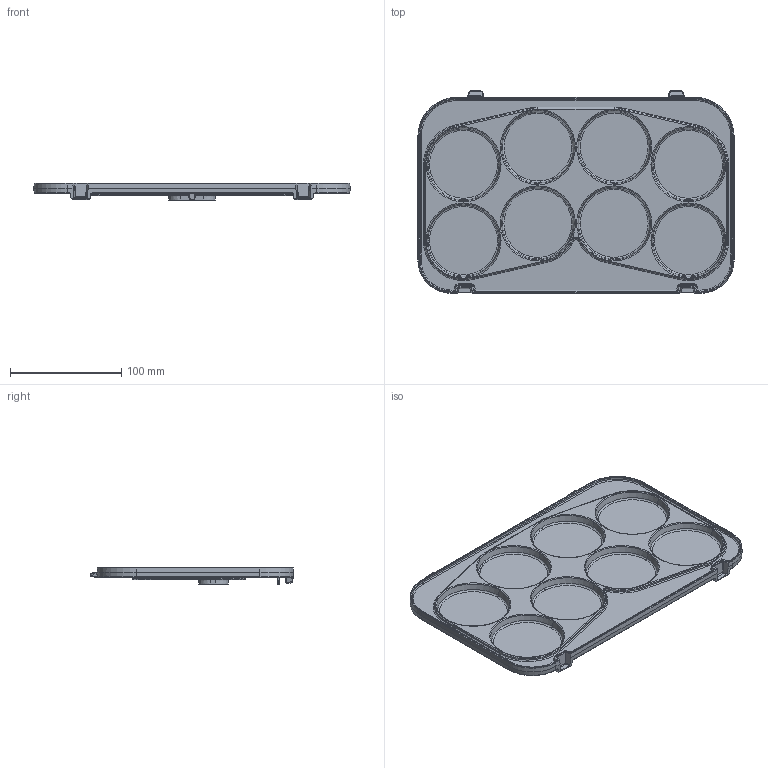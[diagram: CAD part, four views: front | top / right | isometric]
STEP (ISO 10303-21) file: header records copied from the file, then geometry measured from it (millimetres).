
FILE_DESCRIPTION((''),'2;1');
FILE_NAME('C266-25A-BAKEMEAT_UPPERPLATE','2018-11-30T',('tkl'),(''),'PRO/ENGINEER BY PARAMETRIC TECHNOLOGY CORPORATION, 2010280','PRO/ENGINEER BY PARAMETRIC TECHNOLOGY CORPORATION, 2010280','');
FILE_SCHEMA(('CONFIG_CONTROL_DESIGN'));
Products named in the file (1): C266-25A-BAKEMEAT_UPPERPLATE
Bounding box: 284 x 181.93 x 15.35 mm (x, y, z)
Volume: 138009.1 mm3; surface area: 130165.8 mm2
Topology: 1 solids, 1 shells, 1021 faces, 2340 edges, 1330 vertices
Faces by surface type: bspline 322, cylinder 259, torus 188, plane 138, cone 94, sphere 20
Entity records: 44970 total; most frequent: CARTESIAN_POINT 23917, ORIENTED_EDGE 4672, DIRECTION 4143, EDGE_CURVE 2336, AXIS2_PLACEMENT_3D 1743, VERTEX_POINT 1330, CIRCLE 1044, EDGE_LOOP 1034
